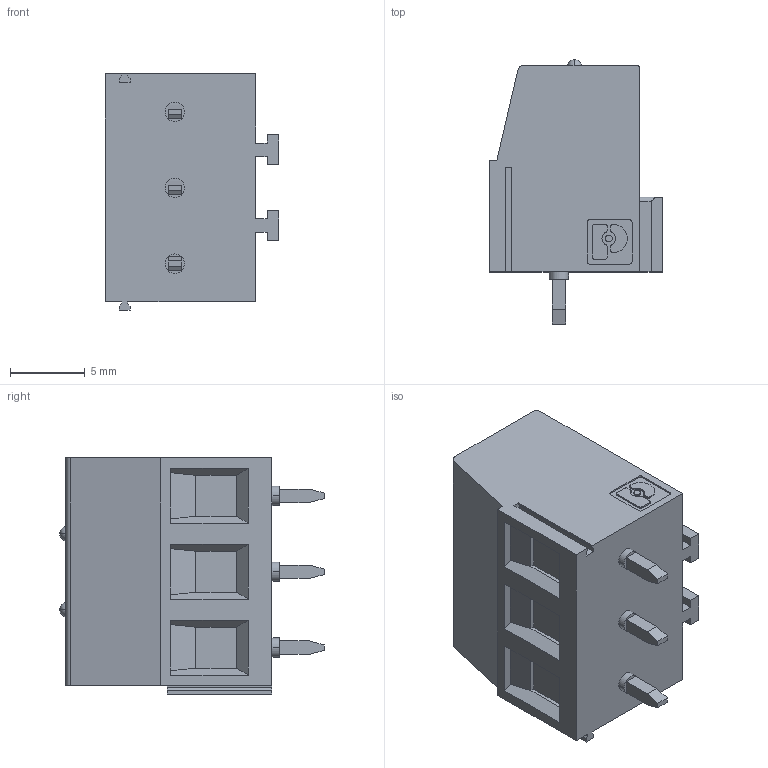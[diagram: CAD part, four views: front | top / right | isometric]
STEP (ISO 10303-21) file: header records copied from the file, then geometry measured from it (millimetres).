
FILE_DESCRIPTION(('SolidDesigner STEP Export'),'2;1');
FILE_NAME('mkds_1,5-3-b-5,08-bu.step','2001-12-05T12:03:34',(''),(''),'SolidDesigner STEP processor Version: 7.0(Mar 1999)for AP214(CD)(Solid Model)','CoCreate SolidDesigner: 09.01 27-May-2001(C) CoCreate Software GmbH','');
FILE_SCHEMA(('AUTOMOTIVE_DESIGN_CC2 {1 2 10303 214 -1 1 5 1}'));
Length unit declared in the file: millimetre
Products named in the file (2): mkds_1.5-3-b-5.08-bu
Assembly tree (1 placements, depth 2):
  mkds_1.5-3-b-5.08-bu
    mkds_1.5-3-b-5.08-bu
Bounding box: 11.6 x 17.7 x 15.81 mm (x, y, z)
Volume: 1905.4 mm3; surface area: 1297 mm2
Topology: 1 solids, 1 shells, 211 faces, 522 edges, 334 vertices
Faces by surface type: plane 157, cylinder 46, sphere 8
Entity records: 7381 total; most frequent: ORIENTED_EDGE 1044, CARTESIAN_POINT 955, DIRECTION 878, EDGE_CURVE 522, VECTOR 364, LINE 364, VERTEX_POINT 334, AXIS2_PLACEMENT_3D 257
